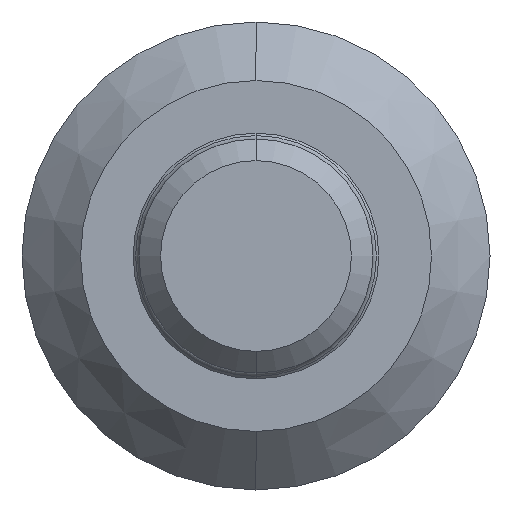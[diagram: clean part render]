
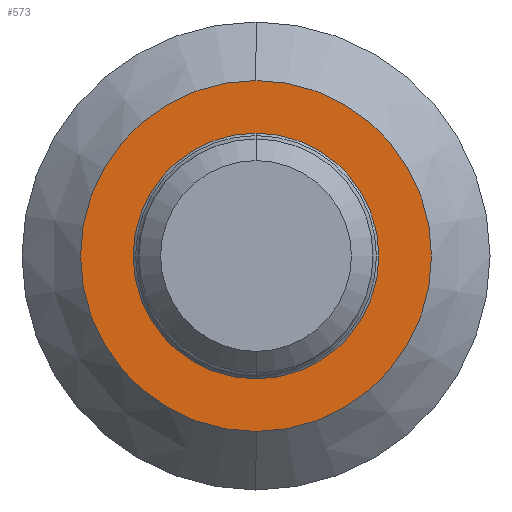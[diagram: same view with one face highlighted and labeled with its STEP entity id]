
A CAD part, front view. The second image highlights one B-rep face of the part: STEP entity #573.
In plain terms, the highlighted face is planar.
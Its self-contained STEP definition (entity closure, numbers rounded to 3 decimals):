
#85 = EDGE_CURVE ( 'NONE', #494, #162, #241, .T. ) ;
#113 = FACE_BOUND ( 'NONE', #562, .T. ) ;
#140 = DIRECTION ( 'NONE',  ( 0., -1., 0. ) ) ;
#146 = ORIENTED_EDGE ( 'NONE', *, *, #685, .T. ) ;
#162 = VERTEX_POINT ( 'NONE', #169 ) ;
#164 = VERTEX_POINT ( 'NONE', #938 ) ;
#169 = CARTESIAN_POINT ( 'NONE',  ( 0., 24.5, 3.15 ) ) ;
#171 = AXIS2_PLACEMENT_3D ( 'NONE', #1063, #726, #730 ) ;
#241 = CIRCLE ( 'NONE', #256, 3.15 ) ;
#248 = DIRECTION ( 'NONE',  ( 0., 1., 0. ) ) ;
#256 = AXIS2_PLACEMENT_3D ( 'NONE', #1014, #835, #502 ) ;
#270 = CARTESIAN_POINT ( 'NONE',  ( 0., 24.5, -4.5 ) ) ;
#286 = VERTEX_POINT ( 'NONE', #270 ) ;
#296 = EDGE_CURVE ( 'NONE', #162, #494, #1000, .T. ) ;
#334 = DIRECTION ( 'NONE',  ( 0., 0., -1. ) ) ;
#370 = CARTESIAN_POINT ( 'NONE',  ( 0., 24.5, 0. ) ) ;
#374 = EDGE_CURVE ( 'NONE', #164, #286, #657, .T. ) ;
#410 = ORIENTED_EDGE ( 'NONE', *, *, #374, .T. ) ;
#440 = DIRECTION ( 'NONE',  ( 0., 1., 0. ) ) ;
#463 = EDGE_LOOP ( 'NONE', ( #146, #410 ) ) ;
#494 = VERTEX_POINT ( 'NONE', #660 ) ;
#502 = DIRECTION ( 'NONE',  ( 0., 0., 1. ) ) ;
#529 = CIRCLE ( 'NONE', #532, 4.5 ) ;
#532 = AXIS2_PLACEMENT_3D ( 'NONE', #1108, #248, #600 ) ;
#562 = EDGE_LOOP ( 'NONE', ( #764, #794 ) ) ;
#573 = ADVANCED_FACE ( 'NONE', ( #741, #113 ), #658, .F. ) ;
#600 = DIRECTION ( 'NONE',  ( 0., 0., -1. ) ) ;
#657 = CIRCLE ( 'NONE', #171, 4.5 ) ;
#658 = PLANE ( 'NONE',  #806 ) ;
#660 = CARTESIAN_POINT ( 'NONE',  ( 0., 24.5, -3.15 ) ) ;
#685 = EDGE_CURVE ( 'NONE', #286, #164, #529, .T. ) ;
#726 = DIRECTION ( 'NONE',  ( 0., 1., 0. ) ) ;
#730 = DIRECTION ( 'NONE',  ( 0., 0., -1. ) ) ;
#741 = FACE_OUTER_BOUND ( 'NONE', #463, .T. ) ;
#764 = ORIENTED_EDGE ( 'NONE', *, *, #296, .F. ) ;
#794 = ORIENTED_EDGE ( 'NONE', *, *, #85, .F. ) ;
#806 = AXIS2_PLACEMENT_3D ( 'NONE', #998, #140, #334 ) ;
#835 = DIRECTION ( 'NONE',  ( 0., 1., 0. ) ) ;
#938 = CARTESIAN_POINT ( 'NONE',  ( 0., 24.5, 4.5 ) ) ;
#955 = DIRECTION ( 'NONE',  ( 0., 0., 1. ) ) ;
#998 = CARTESIAN_POINT ( 'NONE',  ( 6., 24.5, 0. ) ) ;
#1000 = CIRCLE ( 'NONE', #1038, 3.15 ) ;
#1014 = CARTESIAN_POINT ( 'NONE',  ( 0., 24.5, 0. ) ) ;
#1038 = AXIS2_PLACEMENT_3D ( 'NONE', #370, #440, #955 ) ;
#1063 = CARTESIAN_POINT ( 'NONE',  ( 0., 24.5, 0. ) ) ;
#1108 = CARTESIAN_POINT ( 'NONE',  ( 0., 24.5, 0. ) ) ;
